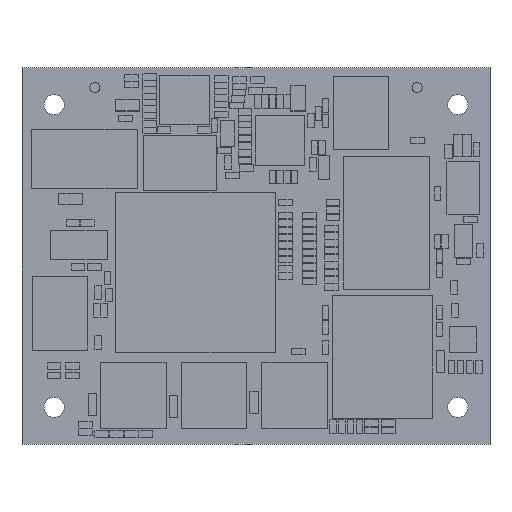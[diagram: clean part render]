
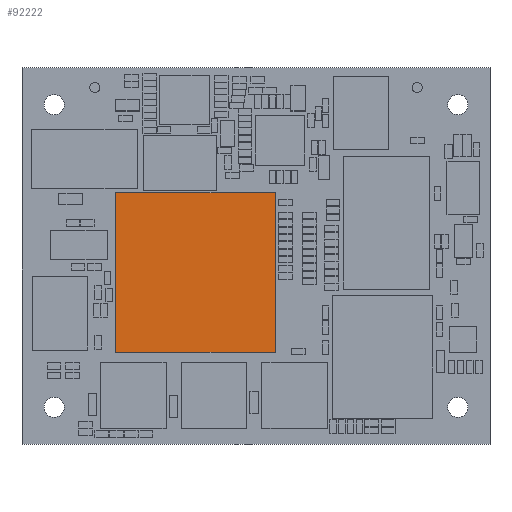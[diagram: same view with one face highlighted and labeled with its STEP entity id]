
A CAD part, top view. The second image highlights one B-rep face of the part: STEP entity #92222.
In plain terms, the highlighted planar face has unit normal (0, 0, 1).
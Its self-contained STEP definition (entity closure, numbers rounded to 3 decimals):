
#91908 = VERTEX_POINT('',#91909);
#91909 = CARTESIAN_POINT('',(10.2,27.4,1.5));
#91916 = PLANE('',#91917);
#91917 = AXIS2_PLACEMENT_3D('',#91918,#91919,#91920);
#91918 = CARTESIAN_POINT('',(10.2,27.4,0.));
#91919 = DIRECTION('',(1.,0.,0.));
#91920 = DIRECTION('',(0.,-1.,0.));
#91928 = PLANE('',#91929);
#91929 = AXIS2_PLACEMENT_3D('',#91930,#91931,#91932);
#91930 = CARTESIAN_POINT('',(27.6,27.4,0.));
#91931 = DIRECTION('',(0.,-1.,0.));
#91932 = DIRECTION('',(-1.,0.,0.));
#91940 = EDGE_CURVE('',#91908,#91941,#91943,.T.);
#91941 = VERTEX_POINT('',#91942);
#91942 = CARTESIAN_POINT('',(10.2,10.,1.5));
#91943 = SURFACE_CURVE('',#91944,(#91948,#91955),.PCURVE_S1.);
#91944 = LINE('',#91945,#91946);
#91945 = CARTESIAN_POINT('',(10.2,27.4,1.5));
#91946 = VECTOR('',#91947,1.);
#91947 = DIRECTION('',(0.,-1.,0.));
#91948 = PCURVE('',#91916,#91949);
#91949 = DEFINITIONAL_REPRESENTATION('',(#91950),#91954);
#91950 = LINE('',#91951,#91952);
#91951 = CARTESIAN_POINT('',(0.,-1.5));
#91952 = VECTOR('',#91953,1.);
#91953 = DIRECTION('',(1.,0.));
#91954 = ( GEOMETRIC_REPRESENTATION_CONTEXT(2) 
PARAMETRIC_REPRESENTATION_CONTEXT() REPRESENTATION_CONTEXT('2D SPACE',''
  ) );
#91955 = PCURVE('',#91956,#91961);
#91956 = PLANE('',#91957);
#91957 = AXIS2_PLACEMENT_3D('',#91958,#91959,#91960);
#91958 = CARTESIAN_POINT('',(10.2,27.4,1.5));
#91959 = DIRECTION('',(0.,0.,-1.));
#91960 = DIRECTION('',(0.,1.,0.));
#91961 = DEFINITIONAL_REPRESENTATION('',(#91962),#91966);
#91962 = LINE('',#91963,#91964);
#91963 = CARTESIAN_POINT('',(0.,0.));
#91964 = VECTOR('',#91965,1.);
#91965 = DIRECTION('',(-1.,0.));
#91966 = ( GEOMETRIC_REPRESENTATION_CONTEXT(2) 
PARAMETRIC_REPRESENTATION_CONTEXT() REPRESENTATION_CONTEXT('2D SPACE',''
  ) );
#91984 = PLANE('',#91985);
#91985 = AXIS2_PLACEMENT_3D('',#91986,#91987,#91988);
#91986 = CARTESIAN_POINT('',(10.2,10.,0.));
#91987 = DIRECTION('',(0.,1.,0.));
#91988 = DIRECTION('',(1.,0.,0.));
#92028 = VERTEX_POINT('',#92029);
#92029 = CARTESIAN_POINT('',(27.6,27.4,1.5));
#92043 = PLANE('',#92044);
#92044 = AXIS2_PLACEMENT_3D('',#92045,#92046,#92047);
#92045 = CARTESIAN_POINT('',(27.6,10.,0.));
#92046 = DIRECTION('',(-1.,0.,0.));
#92047 = DIRECTION('',(0.,1.,0.));
#92055 = EDGE_CURVE('',#92028,#91908,#92056,.T.);
#92056 = SURFACE_CURVE('',#92057,(#92061,#92068),.PCURVE_S1.);
#92057 = LINE('',#92058,#92059);
#92058 = CARTESIAN_POINT('',(27.6,27.4,1.5));
#92059 = VECTOR('',#92060,1.);
#92060 = DIRECTION('',(-1.,0.,0.));
#92061 = PCURVE('',#91928,#92062);
#92062 = DEFINITIONAL_REPRESENTATION('',(#92063),#92067);
#92063 = LINE('',#92064,#92065);
#92064 = CARTESIAN_POINT('',(0.,-1.5));
#92065 = VECTOR('',#92066,1.);
#92066 = DIRECTION('',(1.,0.));
#92067 = ( GEOMETRIC_REPRESENTATION_CONTEXT(2) 
PARAMETRIC_REPRESENTATION_CONTEXT() REPRESENTATION_CONTEXT('2D SPACE',''
  ) );
#92068 = PCURVE('',#91956,#92069);
#92069 = DEFINITIONAL_REPRESENTATION('',(#92070),#92074);
#92070 = LINE('',#92071,#92072);
#92071 = CARTESIAN_POINT('',(0.,17.4));
#92072 = VECTOR('',#92073,1.);
#92073 = DIRECTION('',(0.,-1.));
#92074 = ( GEOMETRIC_REPRESENTATION_CONTEXT(2) 
PARAMETRIC_REPRESENTATION_CONTEXT() REPRESENTATION_CONTEXT('2D SPACE',''
  ) );
#92102 = EDGE_CURVE('',#91941,#92103,#92105,.T.);
#92103 = VERTEX_POINT('',#92104);
#92104 = CARTESIAN_POINT('',(27.6,10.,1.5));
#92105 = SURFACE_CURVE('',#92106,(#92110,#92117),.PCURVE_S1.);
#92106 = LINE('',#92107,#92108);
#92107 = CARTESIAN_POINT('',(10.2,10.,1.5));
#92108 = VECTOR('',#92109,1.);
#92109 = DIRECTION('',(1.,0.,0.));
#92110 = PCURVE('',#91984,#92111);
#92111 = DEFINITIONAL_REPRESENTATION('',(#92112),#92116);
#92112 = LINE('',#92113,#92114);
#92113 = CARTESIAN_POINT('',(0.,-1.5));
#92114 = VECTOR('',#92115,1.);
#92115 = DIRECTION('',(1.,0.));
#92116 = ( GEOMETRIC_REPRESENTATION_CONTEXT(2) 
PARAMETRIC_REPRESENTATION_CONTEXT() REPRESENTATION_CONTEXT('2D SPACE',''
  ) );
#92117 = PCURVE('',#91956,#92118);
#92118 = DEFINITIONAL_REPRESENTATION('',(#92119),#92123);
#92119 = LINE('',#92120,#92121);
#92120 = CARTESIAN_POINT('',(-17.4,0.));
#92121 = VECTOR('',#92122,1.);
#92122 = DIRECTION('',(0.,1.));
#92123 = ( GEOMETRIC_REPRESENTATION_CONTEXT(2) 
PARAMETRIC_REPRESENTATION_CONTEXT() REPRESENTATION_CONTEXT('2D SPACE',''
  ) );
#92173 = EDGE_CURVE('',#92103,#92028,#92174,.T.);
#92174 = SURFACE_CURVE('',#92175,(#92179,#92186),.PCURVE_S1.);
#92175 = LINE('',#92176,#92177);
#92176 = CARTESIAN_POINT('',(27.6,10.,1.5));
#92177 = VECTOR('',#92178,1.);
#92178 = DIRECTION('',(0.,1.,0.));
#92179 = PCURVE('',#92043,#92180);
#92180 = DEFINITIONAL_REPRESENTATION('',(#92181),#92185);
#92181 = LINE('',#92182,#92183);
#92182 = CARTESIAN_POINT('',(0.,-1.5));
#92183 = VECTOR('',#92184,1.);
#92184 = DIRECTION('',(1.,0.));
#92185 = ( GEOMETRIC_REPRESENTATION_CONTEXT(2) 
PARAMETRIC_REPRESENTATION_CONTEXT() REPRESENTATION_CONTEXT('2D SPACE',''
  ) );
#92186 = PCURVE('',#91956,#92187);
#92187 = DEFINITIONAL_REPRESENTATION('',(#92188),#92192);
#92188 = LINE('',#92189,#92190);
#92189 = CARTESIAN_POINT('',(-17.4,17.4));
#92190 = VECTOR('',#92191,1.);
#92191 = DIRECTION('',(1.,0.));
#92192 = ( GEOMETRIC_REPRESENTATION_CONTEXT(2) 
PARAMETRIC_REPRESENTATION_CONTEXT() REPRESENTATION_CONTEXT('2D SPACE',''
  ) );
#92222 = ADVANCED_FACE('',(#92223),#91956,.F.);
#92223 = FACE_BOUND('',#92224,.F.);
#92224 = EDGE_LOOP('',(#92225,#92226,#92227,#92228));
#92225 = ORIENTED_EDGE('',*,*,#91940,.F.);
#92226 = ORIENTED_EDGE('',*,*,#92055,.F.);
#92227 = ORIENTED_EDGE('',*,*,#92173,.F.);
#92228 = ORIENTED_EDGE('',*,*,#92102,.F.);
